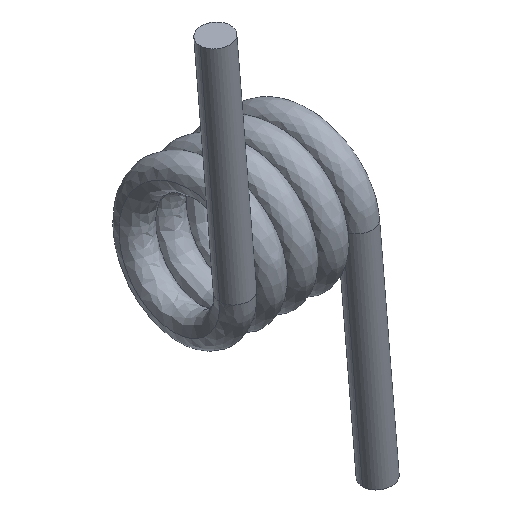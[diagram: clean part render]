
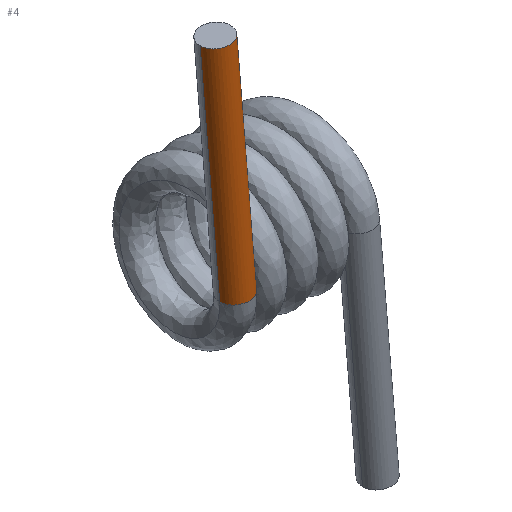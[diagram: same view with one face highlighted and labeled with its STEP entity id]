
A CAD part, isometric view. The second image highlights one B-rep face of the part: STEP entity #4.
In plain terms, the highlighted cylindrical face has radius 0.5 mm (diameter 1 mm), a partial arc.
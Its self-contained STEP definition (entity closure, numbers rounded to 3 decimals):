
#4 = ADVANCED_FACE ( 'NONE', ( #408 ), #696, .T. ) ;
#24 = EDGE_CURVE ( 'NONE', #226, #32, #537, .T. ) ;
#32 = VERTEX_POINT ( 'NONE', #875 ) ;
#97 = CIRCLE ( 'NONE', #707, 0.5 ) ;
#127 = EDGE_CURVE ( 'NONE', #213, #32, #97, .T. ) ;
#136 = DIRECTION ( 'NONE',  ( 0.084, 0., -0.996 ) ) ;
#153 = DIRECTION ( 'NONE',  ( 0.084, 0., -0.996 ) ) ;
#182 = DIRECTION ( 'NONE',  ( 0.996, 0., 0.084 ) ) ;
#194 = DIRECTION ( 'NONE',  ( -0.084, 0., 0.996 ) ) ;
#196 = VECTOR ( 'NONE', #153, 1000. ) ;
#199 = CARTESIAN_POINT ( 'NONE',  ( 0., -1.9, 0. ) ) ;
#213 = VERTEX_POINT ( 'NONE', #770 ) ;
#226 = VERTEX_POINT ( 'NONE', #387 ) ;
#233 = EDGE_CURVE ( 'NONE', #226, #994, #887, .T. ) ;
#273 = ORIENTED_EDGE ( 'NONE', *, *, #233, .F. ) ;
#330 = CARTESIAN_POINT ( 'NONE',  ( -0.144, -1.9, 7.635 ) ) ;
#387 = CARTESIAN_POINT ( 'NONE',  ( -1.141, -1.9, 7.551 ) ) ;
#392 = EDGE_CURVE ( 'NONE', #994, #213, #472, .T. ) ;
#408 = FACE_OUTER_BOUND ( 'NONE', #727, .T. ) ;
#420 = ORIENTED_EDGE ( 'NONE', *, *, #24, .T. ) ;
#429 = CARTESIAN_POINT ( 'NONE',  ( -0.642, -1.9, 7.593 ) ) ;
#472 = LINE ( 'NONE', #620, #196 ) ;
#537 = LINE ( 'NONE', #868, #622 ) ;
#553 = DIRECTION ( 'NONE',  ( -0.996, 0., -0.084 ) ) ;
#599 = AXIS2_PLACEMENT_3D ( 'NONE', #429, #136, #713 ) ;
#620 = CARTESIAN_POINT ( 'NONE',  ( -0.144, -1.9, 7.635 ) ) ;
#622 = VECTOR ( 'NONE', #946, 1000. ) ;
#696 = CYLINDRICAL_SURFACE ( 'NONE', #599, 0.5 ) ;
#707 = AXIS2_PLACEMENT_3D ( 'NONE', #199, #821, #553 ) ;
#713 = DIRECTION ( 'NONE',  ( -0.996, 0., -0.084 ) ) ;
#727 = EDGE_LOOP ( 'NONE', ( #739, #273, #420, #971 ) ) ;
#739 = ORIENTED_EDGE ( 'NONE', *, *, #392, .F. ) ;
#770 = CARTESIAN_POINT ( 'NONE',  ( 0.498, -1.9, 0.042 ) ) ;
#809 = AXIS2_PLACEMENT_3D ( 'NONE', #980, #194, #182 ) ;
#821 = DIRECTION ( 'NONE',  ( 0.084, 0., -0.996 ) ) ;
#868 = CARTESIAN_POINT ( 'NONE',  ( -1.141, -1.9, 7.551 ) ) ;
#875 = CARTESIAN_POINT ( 'NONE',  ( -0.498, -1.9, -0.042 ) ) ;
#887 = CIRCLE ( 'NONE', #809, 0.5 ) ;
#946 = DIRECTION ( 'NONE',  ( 0.084, 0., -0.996 ) ) ;
#971 = ORIENTED_EDGE ( 'NONE', *, *, #127, .F. ) ;
#980 = CARTESIAN_POINT ( 'NONE',  ( -0.642, -1.9, 7.593 ) ) ;
#994 = VERTEX_POINT ( 'NONE', #330 ) ;
